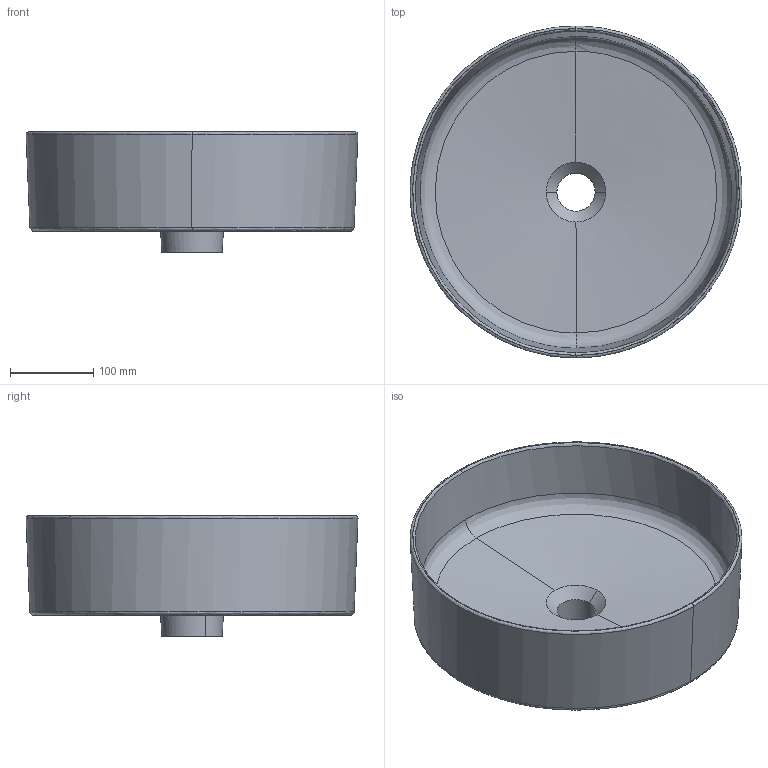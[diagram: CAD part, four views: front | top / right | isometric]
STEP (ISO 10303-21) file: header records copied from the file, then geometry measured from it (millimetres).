
FILE_DESCRIPTION(/* description */ (''),/* implementation_level */ '2;1');
FILE_NAME(/* name */ '051',/* time_stamp */ '2023-01-04T16:15:19+08:00',/* author */ (''),/* organization */ (''),/* preprocessor_version */ 'ST-DEVELOPER v15',/* originating_system */ '',/* authorisation */ '');
FILE_SCHEMA (('AUTOMOTIVE_DESIGN'));
Length unit declared in the file: millimetre
Products named in the file (1): Document
Bounding box: 399.95 x 400 x 145 mm (x, y, z)
Volume: 3530970.4 mm3; surface area: 500013.2 mm2
Topology: 1 solids, 1 shells, 50 faces, 113 edges, 68 vertices
Faces by surface type: bspline 42, plane 8
Entity records: 5953 total; most frequent: CARTESIAN_POINT 5318, ORIENTED_EDGE 226, EDGE_CURVE 113, VERTEX_POINT 68, EDGE_LOOP 55, ADVANCED_FACE 50, FACE_OUTER_BOUND 50, B_SPLINE_CURVE_WITH_KNOTS 16
